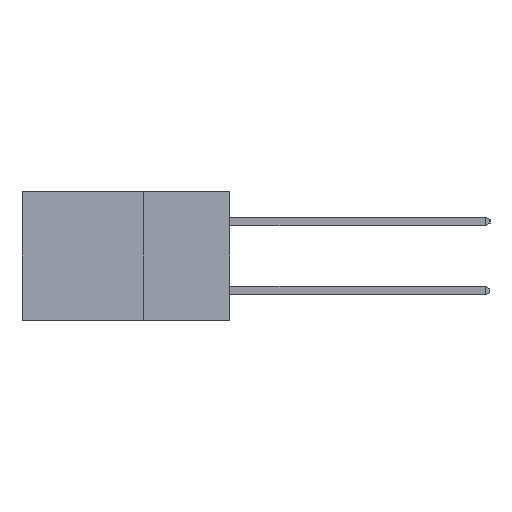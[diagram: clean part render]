
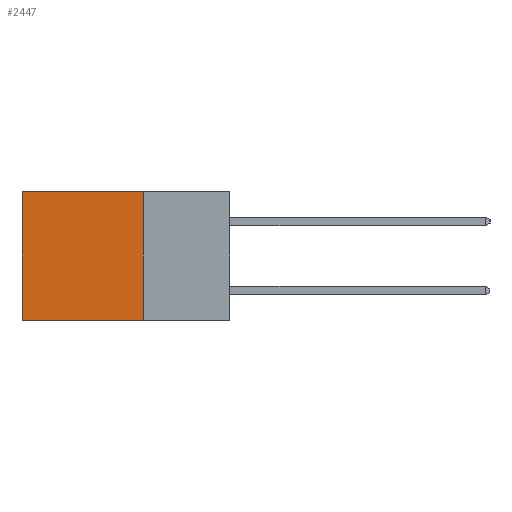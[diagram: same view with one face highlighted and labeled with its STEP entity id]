
A CAD part, left-side view. The second image highlights one B-rep face of the part: STEP entity #2447.
In plain terms, the highlighted planar face has unit normal (-1, 0, 0).
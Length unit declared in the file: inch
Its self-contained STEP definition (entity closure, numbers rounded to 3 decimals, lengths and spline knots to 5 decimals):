
#243 = EDGE_CURVE ( 'NONE', #2207, #4115, #9865, .T. ) ;
#329 = DIRECTION ( 'NONE',  ( 0., 1., 0. ) ) ;
#421 = FACE_OUTER_BOUND ( 'NONE', #8095, .T. ) ;
#1542 = LINE ( 'NONE', #9211, #12490 ) ;
#1794 = CARTESIAN_POINT ( 'NONE',  ( 0.298, 0.25, 0. ) ) ;
#1947 = CARTESIAN_POINT ( 'NONE',  ( 0.298, 0.25, -0.37 ) ) ;
#2207 = VERTEX_POINT ( 'NONE', #11488 ) ;
#2241 = ORIENTED_EDGE ( 'NONE', *, *, #3165, .T. ) ;
#2447 = ADVANCED_FACE ( 'NONE', ( #421 ), #4272, .F. ) ;
#2935 = DIRECTION ( 'NONE',  ( 0., 0., -1. ) ) ;
#3165 = EDGE_CURVE ( 'NONE', #4920, #3977, #8422, .T. ) ;
#3186 = DIRECTION ( 'NONE',  ( 0., 1., 0. ) ) ;
#3385 = ORIENTED_EDGE ( 'NONE', *, *, #12812, .T. ) ;
#3717 = ORIENTED_EDGE ( 'NONE', *, *, #243, .F. ) ;
#3977 = VERTEX_POINT ( 'NONE', #5908 ) ;
#4115 = VERTEX_POINT ( 'NONE', #9825 ) ;
#4183 = DIRECTION ( 'NONE',  ( 1., 0., 0. ) ) ;
#4272 = PLANE ( 'NONE',  #5013 ) ;
#4920 = VERTEX_POINT ( 'NONE', #10582 ) ;
#5013 = AXIS2_PLACEMENT_3D ( 'NONE', #11296, #4183, #2935 ) ;
#5129 = LINE ( 'NONE', #7892, #7644 ) ;
#5908 = CARTESIAN_POINT ( 'NONE',  ( 0.298, 0.6, 0. ) ) ;
#7644 = VECTOR ( 'NONE', #8944, 39.37008 ) ;
#7892 = CARTESIAN_POINT ( 'NONE',  ( 0.298, 0.6, 0. ) ) ;
#8095 = EDGE_LOOP ( 'NONE', ( #3385, #3717, #10102, #2241 ) ) ;
#8422 = LINE ( 'NONE', #1794, #10900 ) ;
#8944 = DIRECTION ( 'NONE',  ( 0., 0., -1. ) ) ;
#9211 = CARTESIAN_POINT ( 'NONE',  ( 0.298, 0.25, 0. ) ) ;
#9667 = EDGE_CURVE ( 'NONE', #4920, #2207, #1542, .T. ) ;
#9825 = CARTESIAN_POINT ( 'NONE',  ( 0.298, 0.6, -0.37 ) ) ;
#9865 = LINE ( 'NONE', #1947, #12628 ) ;
#10102 = ORIENTED_EDGE ( 'NONE', *, *, #9667, .F. ) ;
#10582 = CARTESIAN_POINT ( 'NONE',  ( 0.298, 0.25, 0. ) ) ;
#10900 = VECTOR ( 'NONE', #329, 39.37008 ) ;
#11296 = CARTESIAN_POINT ( 'NONE',  ( 0.298, 0.25, 0. ) ) ;
#11488 = CARTESIAN_POINT ( 'NONE',  ( 0.298, 0.25, -0.37 ) ) ;
#12363 = DIRECTION ( 'NONE',  ( 0., 0., -1. ) ) ;
#12490 = VECTOR ( 'NONE', #12363, 39.37008 ) ;
#12628 = VECTOR ( 'NONE', #3186, 39.37008 ) ;
#12812 = EDGE_CURVE ( 'NONE', #3977, #4115, #5129, .T. ) ;
